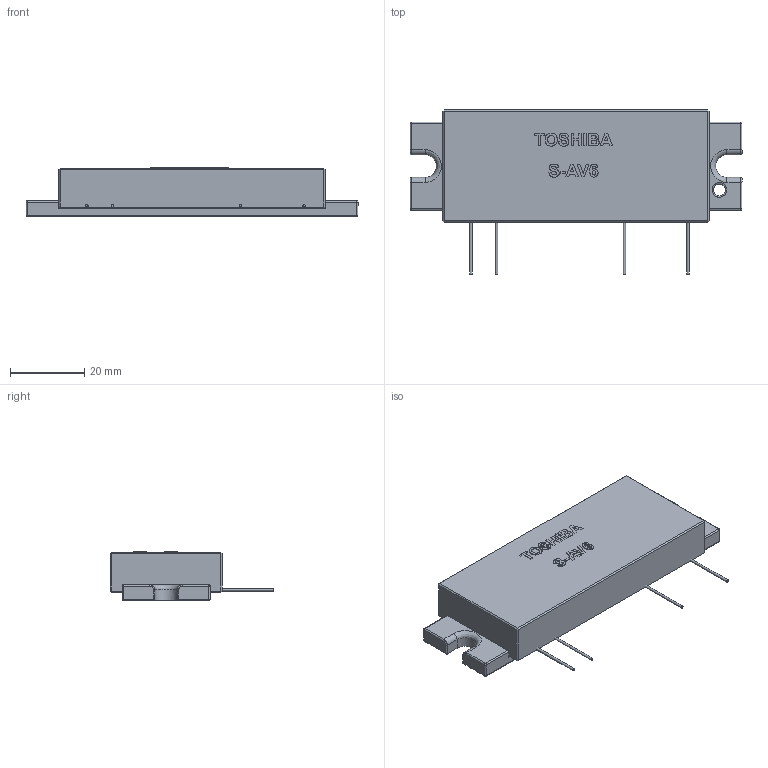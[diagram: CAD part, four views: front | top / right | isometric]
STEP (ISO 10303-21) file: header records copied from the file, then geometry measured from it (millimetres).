
FILE_DESCRIPTION(('FreeCAD Model'),'2;1');
FILE_NAME('Open CASCADE Shape Model','2025-05-03T09:10:53',('FreeCAD'),( 'FreeCAD'),'Open CASCADE STEP processor 7.6','FreeCAD','Unknown');
FILE_SCHEMA(('AUTOMOTIVE_DESIGN { 1 0 10303 214 1 1 1 1 }'));
Length unit declared in the file: millimetre
Products named in the file (1): Open CASCADE STEP translator 7.6 1
Bounding box: 89.54 x 44.23 x 13.16 mm (x, y, z)
Volume: 28658.4 mm3; surface area: 11657.1 mm2
Topology: 18 solids, 18 shells, 314 faces, 770 edges, 492 vertices
Faces by surface type: bspline 314
Entity records: 9895 total; most frequent: CARTESIAN_POINT 5107, ORIENTED_EDGE 1540, EDGE_CURVE 770, B_SPLINE_CURVE_WITH_KNOTS 699, VERTEX_POINT 492, FACE_BOUND 328, EDGE_LOOP 328, ADVANCED_FACE 314
